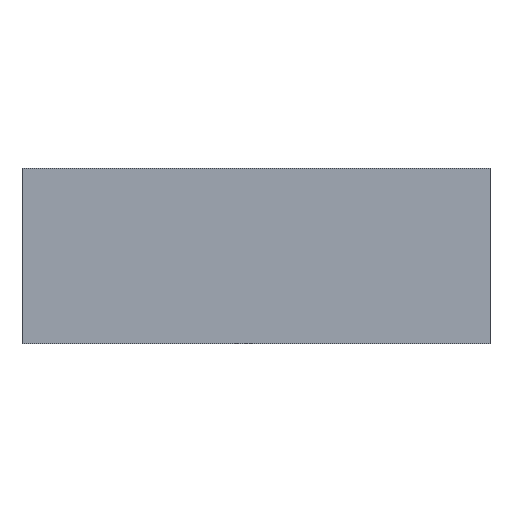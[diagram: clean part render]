
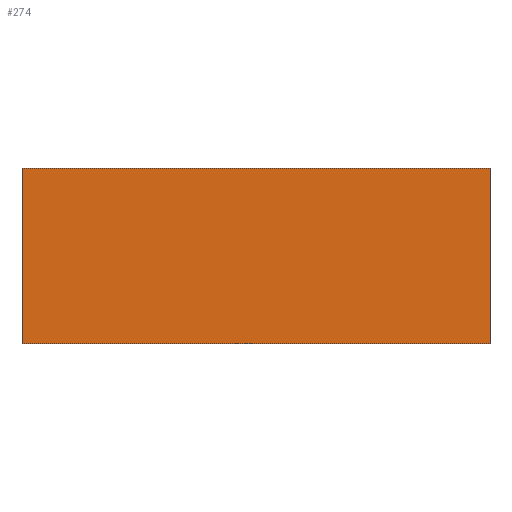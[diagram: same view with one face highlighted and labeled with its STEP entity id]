
A CAD part, front view. The second image highlights one B-rep face of the part: STEP entity #274.
In plain terms, the highlighted planar face has unit normal (0, -1, 0).
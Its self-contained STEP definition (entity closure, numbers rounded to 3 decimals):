
#28=FACE_OUTER_BOUND('',#42,.T.);
#42=EDGE_LOOP('',(#243,#244,#245,#246));
#71=LINE('',#430,#107);
#74=LINE('',#435,#110);
#76=LINE('',#439,#112);
#78=LINE('',#442,#114);
#107=VECTOR('',#353,10.);
#110=VECTOR('',#358,10.);
#112=VECTOR('',#362,10.);
#114=VECTOR('',#366,10.);
#135=VERTEX_POINT('',#428);
#136=VERTEX_POINT('',#429);
#137=VERTEX_POINT('',#434);
#138=VERTEX_POINT('',#438);
#167=EDGE_CURVE('',#135,#136,#71,.T.);
#170=EDGE_CURVE('',#136,#137,#74,.T.);
#172=EDGE_CURVE('',#137,#138,#76,.T.);
#174=EDGE_CURVE('',#138,#135,#78,.T.);
#243=ORIENTED_EDGE('',*,*,#174,.T.);
#244=ORIENTED_EDGE('',*,*,#167,.T.);
#245=ORIENTED_EDGE('',*,*,#170,.T.);
#246=ORIENTED_EDGE('',*,*,#172,.T.);
#260=PLANE('',#302);
#274=ADVANCED_FACE('',(#28),#260,.F.);
#302=AXIS2_PLACEMENT_3D('',#443,#367,#368);
#353=DIRECTION('',(0.,0.,-1.));
#358=DIRECTION('',(1.,0.,0.));
#362=DIRECTION('',(0.,0.,1.));
#366=DIRECTION('',(-1.,0.,0.));
#367=DIRECTION('center_axis',(0.,1.,0.));
#368=DIRECTION('ref_axis',(1.,0.,0.));
#428=CARTESIAN_POINT('',(0.,0.,0.6));
#429=CARTESIAN_POINT('',(0.,0.,0.));
#430=CARTESIAN_POINT('',(0.,0.,0.6));
#434=CARTESIAN_POINT('',(1.6,0.,0.));
#435=CARTESIAN_POINT('',(0.,0.,0.));
#438=CARTESIAN_POINT('',(1.6,0.,0.6));
#439=CARTESIAN_POINT('',(1.6,0.,0.));
#442=CARTESIAN_POINT('',(1.6,0.,0.6));
#443=CARTESIAN_POINT('Origin',(0.8,0.,0.3));
